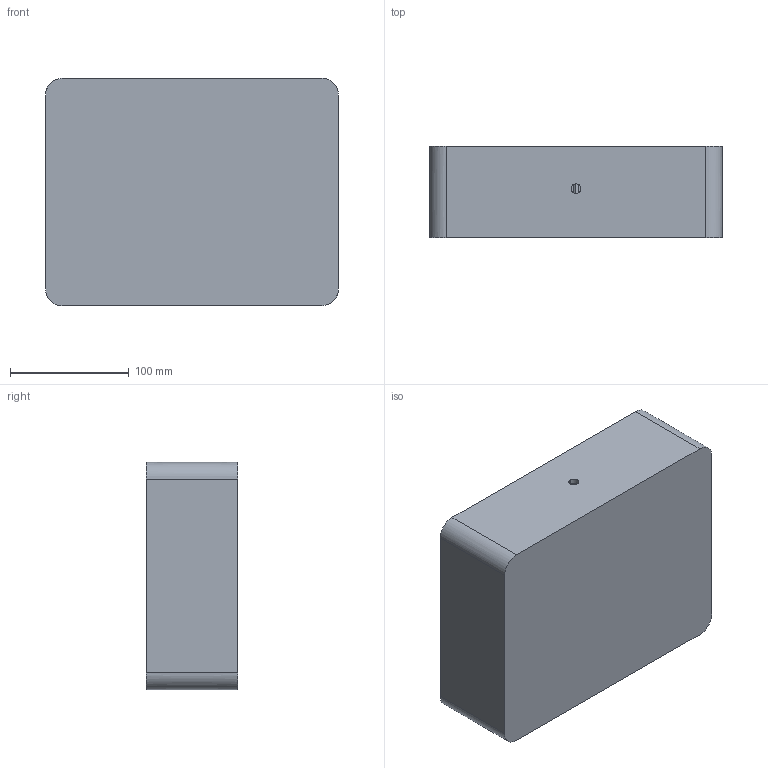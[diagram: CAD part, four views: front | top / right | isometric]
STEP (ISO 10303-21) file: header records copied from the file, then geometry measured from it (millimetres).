
FILE_DESCRIPTION (( 'STEP AP214' ), '1' );
FILE_NAME ('1200-PF.STEP', '2006-01-18T18:05:25', ( ' ' ), ( ' ' ), 'SwSTEP 2.0', 'SolidWorks 2005143', '' );
FILE_SCHEMA (( 'AUTOMOTIVE_DESIGN' ));
Length unit declared in the file: inch
Products named in the file (1): 1200-PF
Bounding box: 247.14 x 76.96 x 191.76 mm (x, y, z)
Volume: 550030.9 mm3; surface area: 269394.6 mm2
Topology: 1 solids, 1 shells, 305 faces, 854 edges, 554 vertices
Faces by surface type: plane 150, bspline 77, cylinder 54, cone 20, sphere 4
Entity records: 18962 total; most frequent: CARTESIAN_POINT 11624, ORIENTED_EDGE 1700, DIRECTION 1215, EDGE_CURVE 850, VERTEX_POINT 554, VECTOR 505, LINE 505, EDGE_LOOP 360
